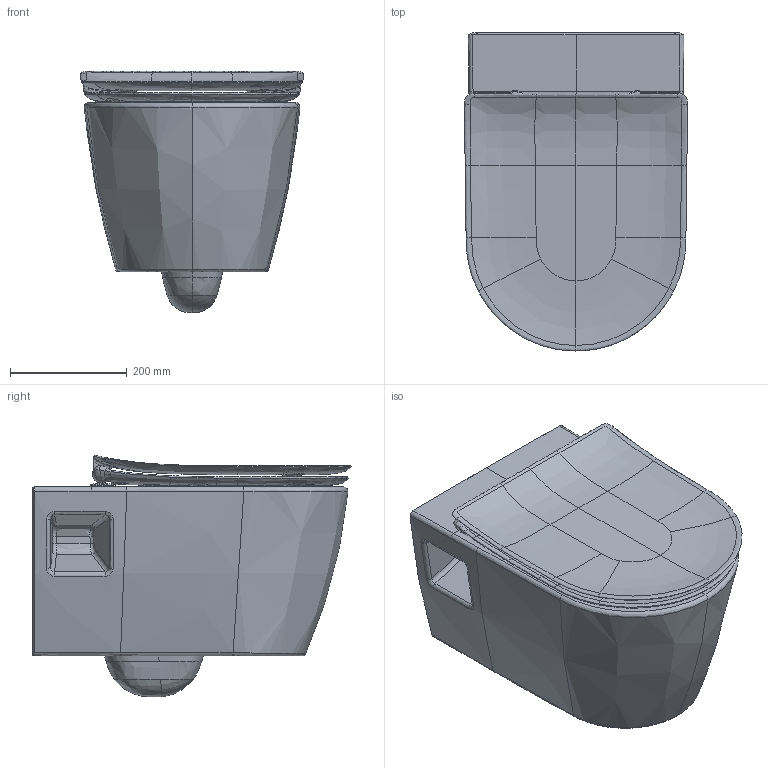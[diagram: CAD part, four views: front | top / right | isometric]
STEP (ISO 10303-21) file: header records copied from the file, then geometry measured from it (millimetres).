
FILE_DESCRIPTION(/* description */ (''),/* implementation_level */ '2;1');
FILE_NAME(/* name */ '258609',/* time_stamp */ '2022-02-10T14:09:29+01:00',/* author */ (''),/* organization */ (''),/* preprocessor_version */ 'ST-DEVELOPER v15',/* originating_system */ '',/* authorisation */ '');
FILE_SCHEMA (('AUTOMOTIVE_DESIGN'));
Products named in the file (1): Document
Bounding box: 382.76 x 545.37 x 414.79 mm (x, y, z)
Volume: 1197484.3 mm3; surface area: 1872944.3 mm2
Topology: 5 solids, 7 shells, 1390 faces, 3363 edges, 1963 vertices
Faces by surface type: bspline 1268, plane 122
Entity records: 224755 total; most frequent: CARTESIAN_POINT 203990, ORIENTED_EDGE 6662, EDGE_CURVE 3337, B_SPLINE_CURVE_WITH_KNOTS 3047, VERTEX_POINT 1959, EDGE_LOOP 1409, ADVANCED_FACE 1390, FACE_OUTER_BOUND 1390
